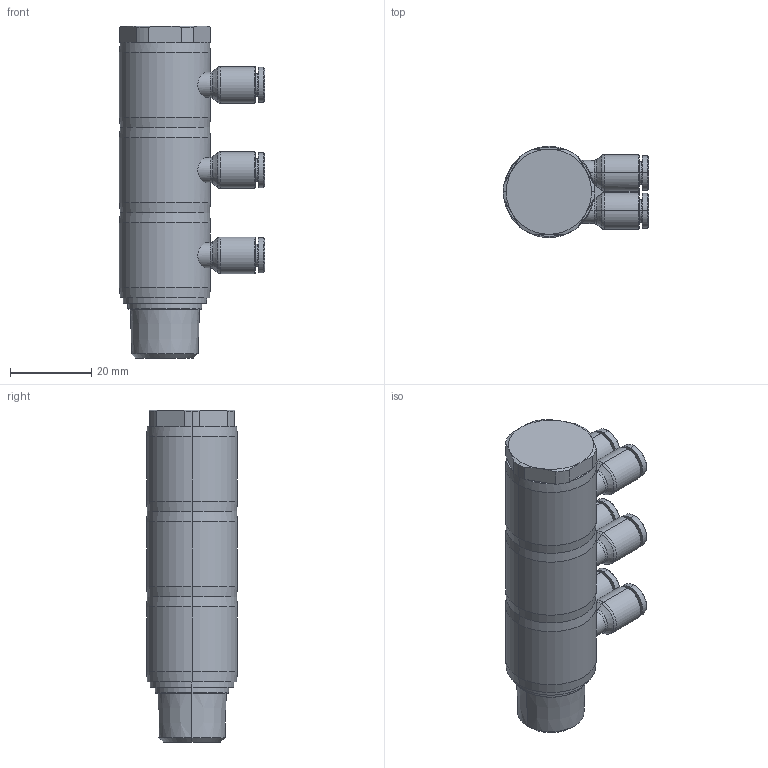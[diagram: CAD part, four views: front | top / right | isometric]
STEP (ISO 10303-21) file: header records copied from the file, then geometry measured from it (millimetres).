
FILE_DESCRIPTION((''),'2;1');
FILE_NAME('GPA_0403(3)(3D).stp','2012-12-17T14:36:32',(''),(''),'Mechanical Desktop.R8.0.24.0','Mechanical Desktop.R8.0.24.0',', , ');
FILE_SCHEMA(('CONFIG_CONTROL_DESIGN'));
Length unit declared in the file: millimetre
Products named in the file (2): GPA_0403(3)(3D); 睡ヶ1
Assembly tree (1 placements, depth 2):
  GPA_0403(3)(3D)
    睡ヶ1
Bounding box: 35.85 x 22.4 x 81.8 mm (x, y, z)
Volume: 25959.8 mm3; surface area: 12909.5 mm2
Topology: 1 solids, 1 shells, 2434 faces, 6844 edges, 4516 vertices
Faces by surface type: plane 2012, bspline 174, cylinder 134, cone 96, torus 18
Entity records: 80426 total; most frequent: CARTESIAN_POINT 17619, ORIENTED_EDGE 13684, DIRECTION 12029, EDGE_CURVE 6842, VECTOR 6041, LINE 6041, VERTEX_POINT 4516, AXIS2_PLACEMENT_3D 2994
